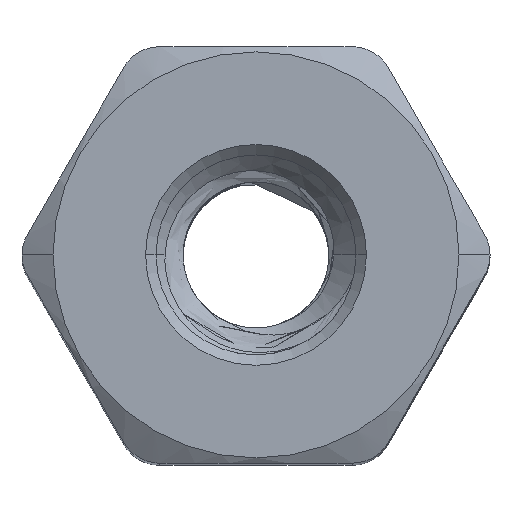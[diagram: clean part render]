
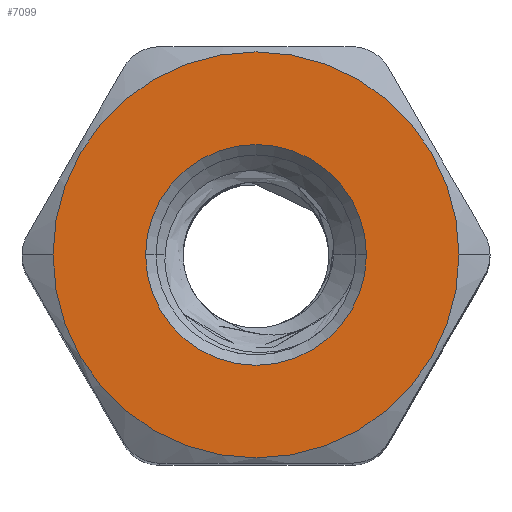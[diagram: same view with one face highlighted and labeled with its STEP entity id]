
A CAD part, top view. The second image highlights one B-rep face of the part: STEP entity #7099.
In plain terms, the highlighted planar face has unit normal (0, 0, 1).
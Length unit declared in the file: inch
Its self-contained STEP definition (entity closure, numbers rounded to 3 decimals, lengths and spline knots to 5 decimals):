
#9 = CARTESIAN_POINT ( 'NONE',  ( 0., 0., 0.1875 ) ) ;
#22 = DIRECTION ( 'NONE',  ( 1., 0., 0. ) ) ;
#200 = CARTESIAN_POINT ( 'NONE',  ( 0.03313, 0., 0.1875 ) ) ;
#373 = AXIS2_PLACEMENT_3D ( 'NONE', #9, #553, #6821 ) ;
#459 = ORIENTED_EDGE ( 'NONE', *, *, #964, .F. ) ;
#553 = DIRECTION ( 'NONE',  ( 0., 0., 1. ) ) ;
#759 = CIRCLE ( 'NONE', #839, 0.03313 ) ;
#839 = AXIS2_PLACEMENT_3D ( 'NONE', #7384, #3514, #6137 ) ;
#964 = EDGE_CURVE ( 'NONE', #6415, #4935, #2882, .T. ) ;
#1030 = ORIENTED_EDGE ( 'NONE', *, *, #5919, .F. ) ;
#1150 = FACE_OUTER_BOUND ( 'NONE', #3709, .T. ) ;
#1278 = CARTESIAN_POINT ( 'NONE',  ( 0.06094, 0., 0.1875 ) ) ;
#1324 = DIRECTION ( 'NONE',  ( 0., 0., 1. ) ) ;
#1460 = AXIS2_PLACEMENT_3D ( 'NONE', #7304, #3493, #1594 ) ;
#1594 = DIRECTION ( 'NONE',  ( -1., 0., 0. ) ) ;
#1772 = VERTEX_POINT ( 'NONE', #4666 ) ;
#2007 = CARTESIAN_POINT ( 'NONE',  ( 0., 0., 0.1875 ) ) ;
#2552 = EDGE_CURVE ( 'NONE', #6807, #1772, #8144, .T. ) ;
#2709 = EDGE_CURVE ( 'NONE', #1772, #6807, #4707, .T. ) ;
#2717 = ORIENTED_EDGE ( 'NONE', *, *, #2552, .T. ) ;
#2882 = CIRCLE ( 'NONE', #7920, 0.03313 ) ;
#3493 = DIRECTION ( 'NONE',  ( 0., 0., -1. ) ) ;
#3514 = DIRECTION ( 'NONE',  ( 0., 0., 1. ) ) ;
#3597 = CARTESIAN_POINT ( 'NONE',  ( -0.03313, 0., 0.1875 ) ) ;
#3634 = DIRECTION ( 'NONE',  ( 1., 0., 0. ) ) ;
#3709 = EDGE_LOOP ( 'NONE', ( #2717, #4563 ) ) ;
#4563 = ORIENTED_EDGE ( 'NONE', *, *, #2709, .T. ) ;
#4666 = CARTESIAN_POINT ( 'NONE',  ( -0.06094, 0., 0.1875 ) ) ;
#4707 = CIRCLE ( 'NONE', #7967, 0.06094 ) ;
#4891 = EDGE_LOOP ( 'NONE', ( #1030, #459 ) ) ;
#4935 = VERTEX_POINT ( 'NONE', #200 ) ;
#4988 = DIRECTION ( 'NONE',  ( 0., 0., 1. ) ) ;
#5648 = CARTESIAN_POINT ( 'NONE',  ( 0., 0., 0.1875 ) ) ;
#5919 = EDGE_CURVE ( 'NONE', #4935, #6415, #759, .T. ) ;
#6137 = DIRECTION ( 'NONE',  ( 1., 0., 0. ) ) ;
#6415 = VERTEX_POINT ( 'NONE', #3597 ) ;
#6643 = FACE_BOUND ( 'NONE', #4891, .T. ) ;
#6807 = VERTEX_POINT ( 'NONE', #1278 ) ;
#6821 = DIRECTION ( 'NONE',  ( 1., 0., 0. ) ) ;
#7099 = ADVANCED_FACE ( 'NONE', ( #6643, #1150 ), #7255, .F. ) ;
#7255 = PLANE ( 'NONE',  #1460 ) ;
#7304 = CARTESIAN_POINT ( 'NONE',  ( 0., 0., 0.1875 ) ) ;
#7384 = CARTESIAN_POINT ( 'NONE',  ( 0., 0., 0.1875 ) ) ;
#7920 = AXIS2_PLACEMENT_3D ( 'NONE', #2007, #1324, #22 ) ;
#7967 = AXIS2_PLACEMENT_3D ( 'NONE', #5648, #4988, #3634 ) ;
#8144 = CIRCLE ( 'NONE', #373, 0.06094 ) ;
